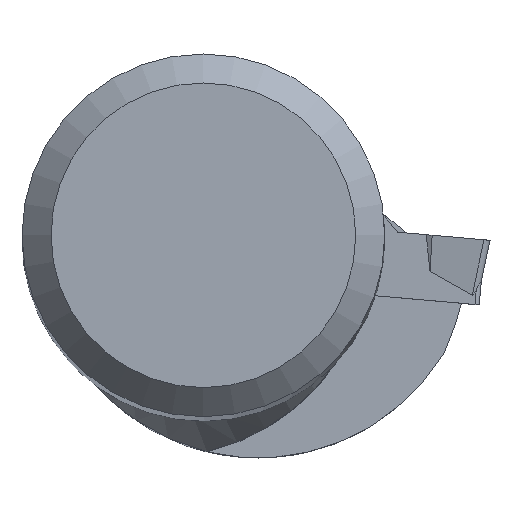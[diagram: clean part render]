
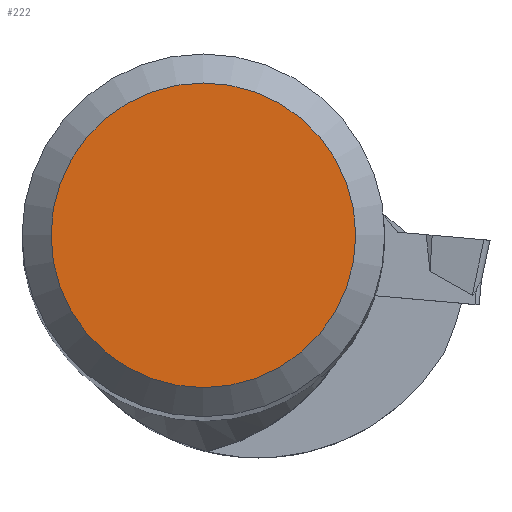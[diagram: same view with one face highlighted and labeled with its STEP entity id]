
A CAD part, top view. The second image highlights one B-rep face of the part: STEP entity #222.
In plain terms, the highlighted planar face has unit normal (0, 0, 1).
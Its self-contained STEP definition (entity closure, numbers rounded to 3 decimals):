
#222=ADVANCED_FACE('',(#316),#280,.F.);
#280=PLANE('',#1397);
#316=FACE_OUTER_BOUND('',#382,.T.);
#382=EDGE_LOOP('',(#559));
#450=CIRCLE('',#1396,10.5);
#559=ORIENTED_EDGE('',*,*,#1017,.T.);
#879=VERTEX_POINT('',#2028);
#1017=EDGE_CURVE('',#879,#879,#450,.T.);
#1396=AXIS2_PLACEMENT_3D('',#2027,#1567,#1568);
#1397=AXIS2_PLACEMENT_3D('',#2029,#1569,#1570);
#1567=DIRECTION('',(0.,0.,1.));
#1568=DIRECTION('',(0.,1.,0.));
#1569=DIRECTION('',(0.,0.,-1.));
#1570=DIRECTION('',(0.,1.,0.));
#2027=CARTESIAN_POINT('',(0.,0.,0.));
#2028=CARTESIAN_POINT('',(0.,10.5,0.));
#2029=CARTESIAN_POINT('',(0.,0.,0.));
